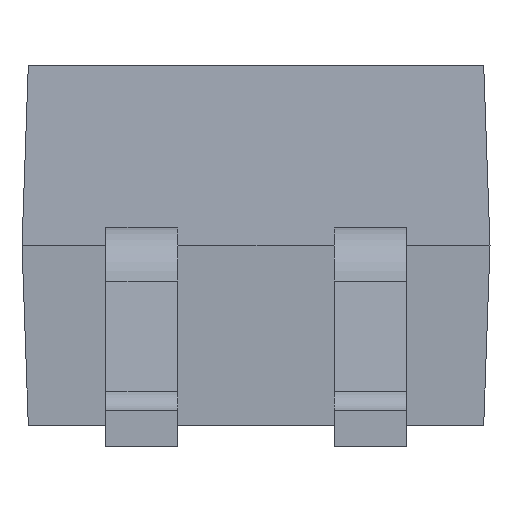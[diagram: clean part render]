
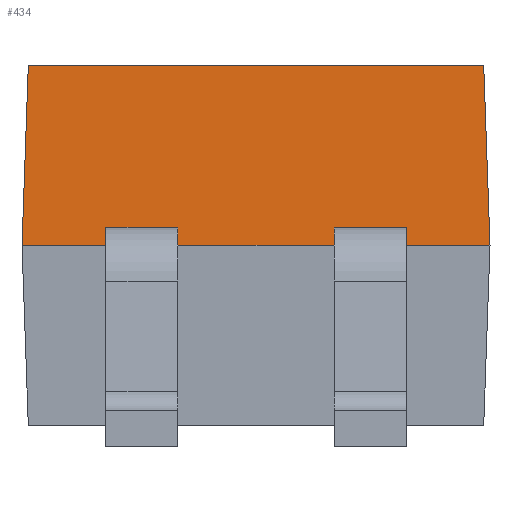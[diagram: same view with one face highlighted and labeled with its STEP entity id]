
A CAD part, left-side view. The second image highlights one B-rep face of the part: STEP entity #434.
In plain terms, the highlighted planar face has unit normal (-0.999, 0, 0.035).
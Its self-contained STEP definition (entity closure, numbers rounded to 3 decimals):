
#83 = LINE ( 'NONE', #776, #2599 ) ;
#114 = ORIENTED_EDGE ( 'NONE', *, *, #121, .T. ) ;
#121 = EDGE_CURVE ( 'NONE', #1219, #1081, #2226, .T. ) ;
#151 = VERTEX_POINT ( 'NONE', #1870 ) ;
#176 = LINE ( 'NONE', #2462, #2640 ) ;
#185 = DIRECTION ( 'NONE',  ( 0., -1., 0. ) ) ;
#273 = LINE ( 'NONE', #1329, #2427 ) ;
#309 = CARTESIAN_POINT ( 'NONE',  ( 0., 2.6, 1. ) ) ;
#332 = CARTESIAN_POINT ( 'NONE',  ( 0.003, 0.865, 1.1 ) ) ;
#333 = ORIENTED_EDGE ( 'NONE', *, *, #2624, .T. ) ;
#339 = ORIENTED_EDGE ( 'NONE', *, *, #2141, .T. ) ;
#378 = CARTESIAN_POINT ( 'NONE',  ( 0., 1.735, 1. ) ) ;
#406 = DIRECTION ( 'NONE',  ( 0., 1., 0. ) ) ;
#434 = ADVANCED_FACE ( 'NONE', ( #1718 ), #763, .F. ) ;
#446 = VECTOR ( 'NONE', #1133, 1000. ) ;
#462 = VECTOR ( 'NONE', #621, 1000. ) ;
#469 = VECTOR ( 'NONE', #2485, 1000. ) ;
#585 = CARTESIAN_POINT ( 'NONE',  ( 0.035, 0.035, 2. ) ) ;
#621 = DIRECTION ( 'NONE',  ( 0., -1., 0. ) ) ;
#662 = DIRECTION ( 'NONE',  ( 0., -1., 0. ) ) ;
#746 = CARTESIAN_POINT ( 'NONE',  ( 0., 0.865, 1. ) ) ;
#763 = PLANE ( 'NONE',  #1327 ) ;
#776 = CARTESIAN_POINT ( 'NONE',  ( 0.035, 2.565, 1.999 ) ) ;
#814 = EDGE_CURVE ( 'NONE', #825, #1571, #2402, .T. ) ;
#822 = CARTESIAN_POINT ( 'NONE',  ( 0.035, 0.865, 2. ) ) ;
#825 = VERTEX_POINT ( 'NONE', #1404 ) ;
#867 = DIRECTION ( 'NONE',  ( 0., 1., 0. ) ) ;
#960 = VECTOR ( 'NONE', #1021, 1000. ) ;
#966 = CARTESIAN_POINT ( 'NONE',  ( 0.035, 0., 2. ) ) ;
#975 = ORIENTED_EDGE ( 'NONE', *, *, #1799, .T. ) ;
#1001 = VECTOR ( 'NONE', #867, 1000. ) ;
#1007 = DIRECTION ( 'NONE',  ( -0.035, 0.035, -0.999 ) ) ;
#1015 = VERTEX_POINT ( 'NONE', #332 ) ;
#1021 = DIRECTION ( 'NONE',  ( 0.035, 0., 0.999 ) ) ;
#1033 = DIRECTION ( 'NONE',  ( -0.035, 0., -0.999 ) ) ;
#1061 = CARTESIAN_POINT ( 'NONE',  ( 0., 2.6, 1. ) ) ;
#1081 = VERTEX_POINT ( 'NONE', #378 ) ;
#1104 = VECTOR ( 'NONE', #662, 1000. ) ;
#1112 = CARTESIAN_POINT ( 'NONE',  ( 0.003, 0., 1.1 ) ) ;
#1133 = DIRECTION ( 'NONE',  ( -0.035, 0., -0.999 ) ) ;
#1185 = LINE ( 'NONE', #2937, #960 ) ;
#1219 = VERTEX_POINT ( 'NONE', #1587 ) ;
#1261 = VERTEX_POINT ( 'NONE', #1657 ) ;
#1295 = LINE ( 'NONE', #2549, #2612 ) ;
#1321 = EDGE_CURVE ( 'NONE', #151, #2108, #1388, .T. ) ;
#1327 = AXIS2_PLACEMENT_3D ( 'NONE', #966, #2409, #2181 ) ;
#1329 = CARTESIAN_POINT ( 'NONE',  ( 0.035, 0.035, 1.999 ) ) ;
#1358 = CARTESIAN_POINT ( 'NONE',  ( 0.035, 1.735, 2. ) ) ;
#1386 = ORIENTED_EDGE ( 'NONE', *, *, #814, .F. ) ;
#1388 = LINE ( 'NONE', #2124, #1621 ) ;
#1404 = CARTESIAN_POINT ( 'NONE',  ( 0.035, 2.565, 2. ) ) ;
#1536 = VERTEX_POINT ( 'NONE', #2478 ) ;
#1541 = EDGE_LOOP ( 'NONE', ( #975, #339, #2348, #2493, #1386, #1830, #2945, #1716, #333, #114, #2799, #1794 ) ) ;
#1564 = EDGE_CURVE ( 'NONE', #2093, #1261, #1635, .T. ) ;
#1571 = VERTEX_POINT ( 'NONE', #585 ) ;
#1587 = CARTESIAN_POINT ( 'NONE',  ( 0.003, 1.735, 1.1 ) ) ;
#1621 = VECTOR ( 'NONE', #406, 1000. ) ;
#1635 = LINE ( 'NONE', #2720, #469 ) ;
#1650 = LINE ( 'NONE', #1061, #1001 ) ;
#1657 = CARTESIAN_POINT ( 'NONE',  ( 0., 0.465, 1. ) ) ;
#1662 = EDGE_CURVE ( 'NONE', #1985, #1015, #1991, .T. ) ;
#1716 = ORIENTED_EDGE ( 'NONE', *, *, #2287, .T. ) ;
#1718 = FACE_OUTER_BOUND ( 'NONE', #1541, .T. ) ;
#1753 = EDGE_CURVE ( 'NONE', #1571, #2093, #273, .T. ) ;
#1794 = ORIENTED_EDGE ( 'NONE', *, *, #1662, .T. ) ;
#1799 = EDGE_CURVE ( 'NONE', #1015, #1536, #1983, .T. ) ;
#1826 = DIRECTION ( 'NONE',  ( 0.035, 0., 0.999 ) ) ;
#1830 = ORIENTED_EDGE ( 'NONE', *, *, #2851, .T. ) ;
#1870 = CARTESIAN_POINT ( 'NONE',  ( 0., 2.135, 1. ) ) ;
#1972 = CARTESIAN_POINT ( 'NONE',  ( 0., 0., 1. ) ) ;
#1983 = LINE ( 'NONE', #1112, #462 ) ;
#1985 = VERTEX_POINT ( 'NONE', #746 ) ;
#1991 = LINE ( 'NONE', #822, #3081 ) ;
#2093 = VERTEX_POINT ( 'NONE', #1972 ) ;
#2108 = VERTEX_POINT ( 'NONE', #309 ) ;
#2124 = CARTESIAN_POINT ( 'NONE',  ( 0., 2.6, 1. ) ) ;
#2141 = EDGE_CURVE ( 'NONE', #1536, #1261, #176, .T. ) ;
#2181 = DIRECTION ( 'NONE',  ( 0., -1., 0. ) ) ;
#2226 = LINE ( 'NONE', #1358, #446 ) ;
#2281 = DIRECTION ( 'NONE',  ( -0.035, -0.035, -0.999 ) ) ;
#2287 = EDGE_CURVE ( 'NONE', #151, #2727, #1185, .T. ) ;
#2348 = ORIENTED_EDGE ( 'NONE', *, *, #1564, .F. ) ;
#2402 = LINE ( 'NONE', #2593, #1104 ) ;
#2409 = DIRECTION ( 'NONE',  ( 0.999, 0., -0.035 ) ) ;
#2427 = VECTOR ( 'NONE', #2281, 1000. ) ;
#2462 = CARTESIAN_POINT ( 'NONE',  ( 0.035, 0.465, 2. ) ) ;
#2475 = EDGE_CURVE ( 'NONE', #1985, #1081, #1650, .T. ) ;
#2478 = CARTESIAN_POINT ( 'NONE',  ( 0.003, 0.465, 1.1 ) ) ;
#2485 = DIRECTION ( 'NONE',  ( 0., 1., 0. ) ) ;
#2493 = ORIENTED_EDGE ( 'NONE', *, *, #1753, .F. ) ;
#2549 = CARTESIAN_POINT ( 'NONE',  ( 0.003, 0., 1.1 ) ) ;
#2593 = CARTESIAN_POINT ( 'NONE',  ( 0.035, 0., 2. ) ) ;
#2599 = VECTOR ( 'NONE', #1007, 1000. ) ;
#2612 = VECTOR ( 'NONE', #185, 1000. ) ;
#2624 = EDGE_CURVE ( 'NONE', #2727, #1219, #1295, .T. ) ;
#2640 = VECTOR ( 'NONE', #1033, 1000. ) ;
#2720 = CARTESIAN_POINT ( 'NONE',  ( 0., 2.6, 1. ) ) ;
#2727 = VERTEX_POINT ( 'NONE', #2852 ) ;
#2799 = ORIENTED_EDGE ( 'NONE', *, *, #2475, .F. ) ;
#2851 = EDGE_CURVE ( 'NONE', #825, #2108, #83, .T. ) ;
#2852 = CARTESIAN_POINT ( 'NONE',  ( 0.003, 2.135, 1.1 ) ) ;
#2937 = CARTESIAN_POINT ( 'NONE',  ( 0.035, 2.135, 2. ) ) ;
#2945 = ORIENTED_EDGE ( 'NONE', *, *, #1321, .F. ) ;
#3081 = VECTOR ( 'NONE', #1826, 1000. ) ;
